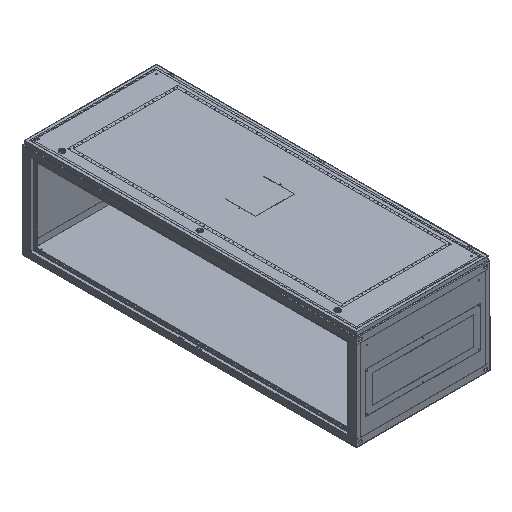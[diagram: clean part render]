
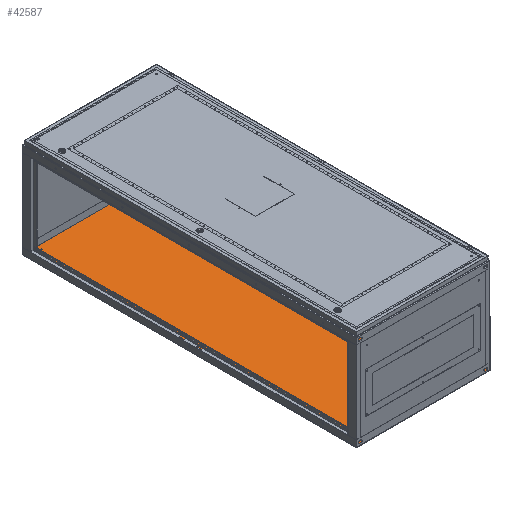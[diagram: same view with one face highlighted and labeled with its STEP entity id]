
A CAD part, isometric view. The second image highlights one B-rep face of the part: STEP entity #42587.
In plain terms, the highlighted planar face has unit normal (0, 0, 1).
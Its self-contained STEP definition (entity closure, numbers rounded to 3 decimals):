
#814 = CARTESIAN_POINT ( 'NONE',  ( 398.5, 1997.5, -283.5 ) ) ;
#988 = CARTESIAN_POINT ( 'NONE',  ( -325., 1959., -283.5 ) ) ;
#3336 = ORIENTED_EDGE ( 'NONE', *, *, #34629, .F. ) ;
#4410 = ORIENTED_EDGE ( 'NONE', *, *, #107679, .F. ) ;
#5239 = CARTESIAN_POINT ( 'NONE',  ( 325., 40., -283.5 ) ) ;
#5822 = EDGE_LOOP ( 'NONE', ( #3336, #74244 ) ) ;
#7820 = VERTEX_POINT ( 'NONE', #84103 ) ;
#8093 = AXIS2_PLACEMENT_3D ( 'NONE', #83858, #15549, #31914 ) ;
#9440 = DIRECTION ( 'NONE',  ( -1., 0., 0. ) ) ;
#9990 = DIRECTION ( 'NONE',  ( 0., 0., 1. ) ) ;
#10976 = ORIENTED_EDGE ( 'NONE', *, *, #101146, .F. ) ;
#13435 = AXIS2_PLACEMENT_3D ( 'NONE', #33511, #25015, #49300 ) ;
#13521 = DIRECTION ( 'NONE',  ( -1., 0., 0. ) ) ;
#13528 = VERTEX_POINT ( 'NONE', #56018 ) ;
#15549 = DIRECTION ( 'NONE',  ( 0., 0., 1. ) ) ;
#16013 = DIRECTION ( 'NONE',  ( 0., 0., -1. ) ) ;
#16565 = FACE_BOUND ( 'NONE', #79763, .T. ) ;
#19125 = VERTEX_POINT ( 'NONE', #70872 ) ;
#19723 = DIRECTION ( 'NONE',  ( 0., 0., 1. ) ) ;
#20378 = CARTESIAN_POINT ( 'NONE',  ( -328., 40., -283.5 ) ) ;
#20654 = CARTESIAN_POINT ( 'NONE',  ( 322., 40., -283.5 ) ) ;
#21975 = CARTESIAN_POINT ( 'NONE',  ( -325., 1959., -283.5 ) ) ;
#23470 = VERTEX_POINT ( 'NONE', #20654 ) ;
#23800 = DIRECTION ( 'NONE',  ( 0., 0., 1. ) ) ;
#25015 = DIRECTION ( 'NONE',  ( 0., 0., 1. ) ) ;
#25728 = CIRCLE ( 'NONE', #52712, 3. ) ;
#26758 = CIRCLE ( 'NONE', #73817, 3. ) ;
#27813 = CIRCLE ( 'NONE', #13435, 3. ) ;
#29149 = CARTESIAN_POINT ( 'NONE',  ( -322., 1959., -283.5 ) ) ;
#31058 = VERTEX_POINT ( 'NONE', #111154 ) ;
#31169 = DIRECTION ( 'NONE',  ( -1., 0., 0. ) ) ;
#31438 = DIRECTION ( 'NONE',  ( 0., 0., 1. ) ) ;
#31914 = DIRECTION ( 'NONE',  ( -1., 0., 0. ) ) ;
#32378 = FACE_BOUND ( 'NONE', #87432, .T. ) ;
#33295 = CIRCLE ( 'NONE', #8093, 3. ) ;
#33511 = CARTESIAN_POINT ( 'NONE',  ( -325., 40., -283.5 ) ) ;
#34060 = DIRECTION ( 'NONE',  ( -1., 0., 0. ) ) ;
#34629 = EDGE_CURVE ( 'NONE', #23470, #7820, #25728, .T. ) ;
#34663 = DIRECTION ( 'NONE',  ( 1., 0., 0. ) ) ;
#35837 = EDGE_CURVE ( 'NONE', #58661, #13528, #84922, .T. ) ;
#36945 = CIRCLE ( 'NONE', #58528, 3. ) ;
#37324 = CIRCLE ( 'NONE', #86081, 3. ) ;
#39470 = VERTEX_POINT ( 'NONE', #20378 ) ;
#41296 = VERTEX_POINT ( 'NONE', #94544 ) ;
#42005 = DIRECTION ( 'NONE',  ( 0., -1., 0. ) ) ;
#42016 = CARTESIAN_POINT ( 'NONE',  ( -398.5, 1997.5, -283.5 ) ) ;
#42260 = AXIS2_PLACEMENT_3D ( 'NONE', #57777, #16013, #34060 ) ;
#42571 = EDGE_CURVE ( 'NONE', #87242, #39470, #27813, .T. ) ;
#42587 = ADVANCED_FACE ( 'NONE', ( #92208, #110807, #67920, #32378, #16565 ), #102331, .F. ) ;
#44777 = CARTESIAN_POINT ( 'NONE',  ( -322., 40., -283.5 ) ) ;
#44796 = CARTESIAN_POINT ( 'NONE',  ( -398.5, 1997.5, -283.5 ) ) ;
#45817 = ORIENTED_EDGE ( 'NONE', *, *, #35837, .T. ) ;
#47142 = EDGE_CURVE ( 'NONE', #55293, #61120, #37324, .T. ) ;
#49300 = DIRECTION ( 'NONE',  ( -1., 0., 0. ) ) ;
#52204 = CARTESIAN_POINT ( 'NONE',  ( 398.5, 1997.5, -283.5 ) ) ;
#52712 = AXIS2_PLACEMENT_3D ( 'NONE', #5239, #23800, #31169 ) ;
#53621 = CARTESIAN_POINT ( 'NONE',  ( -328., 1959., -283.5 ) ) ;
#55293 = VERTEX_POINT ( 'NONE', #53621 ) ;
#55794 = EDGE_CURVE ( 'NONE', #19125, #41296, #83941, .T. ) ;
#56018 = CARTESIAN_POINT ( 'NONE',  ( -398.5, 1.5, -283.5 ) ) ;
#56979 = EDGE_CURVE ( 'NONE', #7820, #23470, #36945, .T. ) ;
#57777 = CARTESIAN_POINT ( 'NONE',  ( -398.5, 1997.5, -283.5 ) ) ;
#57948 = ORIENTED_EDGE ( 'NONE', *, *, #92377, .F. ) ;
#58528 = AXIS2_PLACEMENT_3D ( 'NONE', #83938, #31438, #108765 ) ;
#58661 = VERTEX_POINT ( 'NONE', #44796 ) ;
#61120 = VERTEX_POINT ( 'NONE', #29149 ) ;
#62500 = CARTESIAN_POINT ( 'NONE',  ( -398.5, 1997.5, -283.5 ) ) ;
#66317 = ORIENTED_EDGE ( 'NONE', *, *, #55794, .F. ) ;
#67426 = CARTESIAN_POINT ( 'NONE',  ( -398.5, 1.5, -283.5 ) ) ;
#67920 = FACE_OUTER_BOUND ( 'NONE', #84696, .T. ) ;
#70872 = CARTESIAN_POINT ( 'NONE',  ( 328., 1959., -283.5 ) ) ;
#73387 = EDGE_CURVE ( 'NONE', #61120, #55293, #26758, .T. ) ;
#73575 = VECTOR ( 'NONE', #42005, 1000. ) ;
#73817 = AXIS2_PLACEMENT_3D ( 'NONE', #21975, #90823, #13521 ) ;
#74244 = ORIENTED_EDGE ( 'NONE', *, *, #56979, .F. ) ;
#76411 = VECTOR ( 'NONE', #78095, 1000. ) ;
#76629 = EDGE_LOOP ( 'NONE', ( #86214, #77216 ) ) ;
#77216 = ORIENTED_EDGE ( 'NONE', *, *, #73387, .F. ) ;
#77544 = LINE ( 'NONE', #67426, #82776 ) ;
#78095 = DIRECTION ( 'NONE',  ( 0., -1., 0. ) ) ;
#79763 = EDGE_LOOP ( 'NONE', ( #99902, #101506 ) ) ;
#79999 = DIRECTION ( 'NONE',  ( 0., 0., 1. ) ) ;
#80827 = EDGE_CURVE ( 'NONE', #39470, #87242, #33295, .T. ) ;
#82776 = VECTOR ( 'NONE', #34663, 1000. ) ;
#83858 = CARTESIAN_POINT ( 'NONE',  ( -325., 40., -283.5 ) ) ;
#83938 = CARTESIAN_POINT ( 'NONE',  ( 325., 40., -283.5 ) ) ;
#83941 = CIRCLE ( 'NONE', #92940, 3. ) ;
#84103 = CARTESIAN_POINT ( 'NONE',  ( 328., 40., -283.5 ) ) ;
#84696 = EDGE_LOOP ( 'NONE', ( #88371, #4410, #57948, #45817 ) ) ;
#84922 = LINE ( 'NONE', #42016, #76411 ) ;
#86081 = AXIS2_PLACEMENT_3D ( 'NONE', #988, #9990, #9440 ) ;
#86214 = ORIENTED_EDGE ( 'NONE', *, *, #47142, .F. ) ;
#87242 = VERTEX_POINT ( 'NONE', #44777 ) ;
#87364 = LINE ( 'NONE', #62500, #94854 ) ;
#87432 = EDGE_LOOP ( 'NONE', ( #10976, #66317 ) ) ;
#88371 = ORIENTED_EDGE ( 'NONE', *, *, #97134, .T. ) ;
#89039 = DIRECTION ( 'NONE',  ( -1., 0., 0. ) ) ;
#90823 = DIRECTION ( 'NONE',  ( 0., 0., 1. ) ) ;
#91210 = DIRECTION ( 'NONE',  ( -1., 0., 0. ) ) ;
#92208 = FACE_BOUND ( 'NONE', #5822, .T. ) ;
#92377 = EDGE_CURVE ( 'NONE', #58661, #101394, #87364, .T. ) ;
#92940 = AXIS2_PLACEMENT_3D ( 'NONE', #98059, #79999, #89039 ) ;
#94544 = CARTESIAN_POINT ( 'NONE',  ( 322., 1959., -283.5 ) ) ;
#94854 = VECTOR ( 'NONE', #105937, 1000. ) ;
#96503 = CARTESIAN_POINT ( 'NONE',  ( 325., 1959., -283.5 ) ) ;
#97134 = EDGE_CURVE ( 'NONE', #13528, #31058, #77544, .T. ) ;
#98059 = CARTESIAN_POINT ( 'NONE',  ( 325., 1959., -283.5 ) ) ;
#99902 = ORIENTED_EDGE ( 'NONE', *, *, #80827, .F. ) ;
#101146 = EDGE_CURVE ( 'NONE', #41296, #19125, #103295, .T. ) ;
#101394 = VERTEX_POINT ( 'NONE', #52204 ) ;
#101506 = ORIENTED_EDGE ( 'NONE', *, *, #42571, .F. ) ;
#101536 = AXIS2_PLACEMENT_3D ( 'NONE', #96503, #19723, #91210 ) ;
#102331 = PLANE ( 'NONE',  #42260 ) ;
#103295 = CIRCLE ( 'NONE', #101536, 3. ) ;
#104021 = LINE ( 'NONE', #814, #73575 ) ;
#105937 = DIRECTION ( 'NONE',  ( 1., 0., 0. ) ) ;
#107679 = EDGE_CURVE ( 'NONE', #101394, #31058, #104021, .T. ) ;
#108765 = DIRECTION ( 'NONE',  ( -1., 0., 0. ) ) ;
#110807 = FACE_BOUND ( 'NONE', #76629, .T. ) ;
#111154 = CARTESIAN_POINT ( 'NONE',  ( 398.5, 1.5, -283.5 ) ) ;
